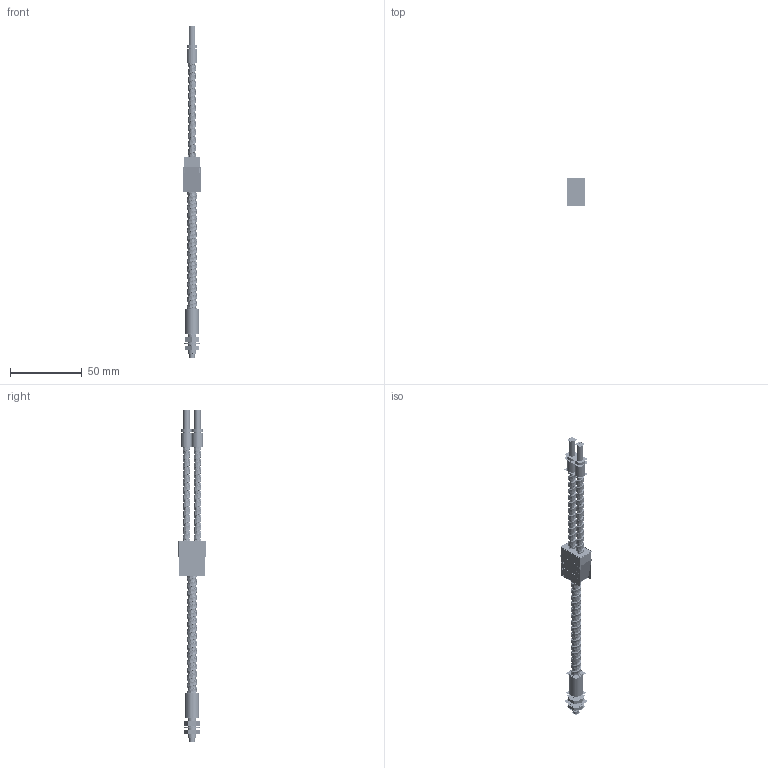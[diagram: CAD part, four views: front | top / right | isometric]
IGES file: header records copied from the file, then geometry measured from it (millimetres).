
Start section:  PTC IGES file: 194016.igs
Global section: file name: 194016.igs; native system: Creo Parametric by Parametric Technology Corporation; preprocessor: 2013230; author: PDMAdmin; organization: Unknown; date: 20160401.083922; units: millimetre
Bounding box: 11.89 x 19.81 x 231.06 mm (x, y, z)
Volume: 8106.8 mm3; surface area: 82986.5 mm2
Topology: 14 solids, 16 shells, 1712 faces, 8500 edges, 10534 vertices
Faces by surface type: bspline 1108, revolution 604
